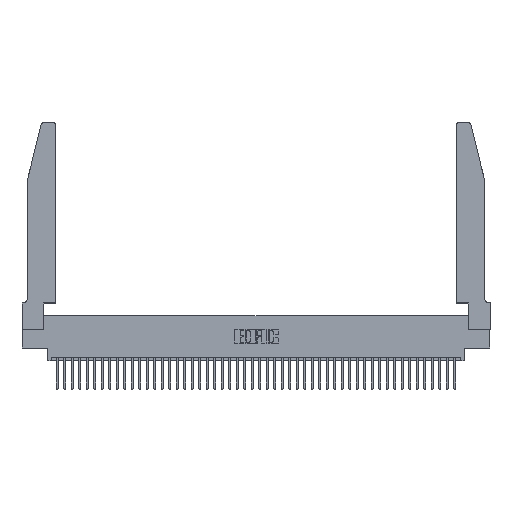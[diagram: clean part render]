
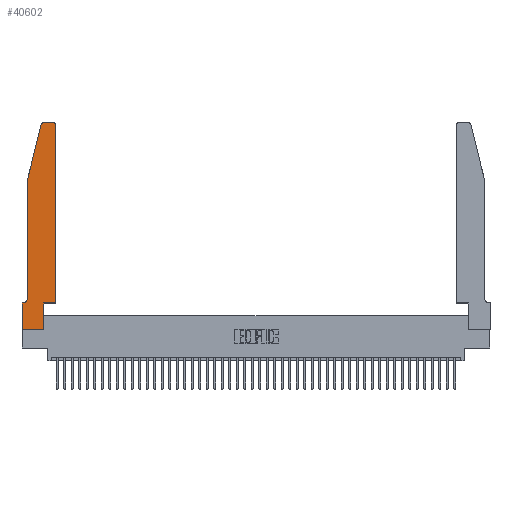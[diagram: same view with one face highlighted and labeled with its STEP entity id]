
A CAD part, top view. The second image highlights one B-rep face of the part: STEP entity #40602.
In plain terms, the highlighted planar face has unit normal (0, 0, 1).
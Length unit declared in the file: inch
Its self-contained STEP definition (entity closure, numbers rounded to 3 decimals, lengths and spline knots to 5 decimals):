
#187 = AXIS2_PLACEMENT_3D ( 'NONE', #41601, #45151, #45633 ) ;
#1095 = ORIENTED_EDGE ( 'NONE', *, *, #31308, .T. ) ;
#3036 = DIRECTION ( 'NONE',  ( -1., 0., 0. ) ) ;
#3153 = CIRCLE ( 'NONE', #12376, 0.03 ) ;
#3273 = CARTESIAN_POINT ( 'NONE',  ( 0.4205, 2.72, 0.37 ) ) ;
#3613 = CARTESIAN_POINT ( 'NONE',  ( 0.2865, 0.35, 0.37 ) ) ;
#3689 = LINE ( 'NONE', #27413, #20246 ) ;
#6235 = VERTEX_POINT ( 'NONE', #34270 ) ;
#6748 = DIRECTION ( 'NONE',  ( 0., 1., 0. ) ) ;
#6776 = PLANE ( 'NONE',  #187 ) ;
#6777 = EDGE_CURVE ( 'NONE', #6235, #34481, #19243, .T. ) ;
#8931 = ORIENTED_EDGE ( 'NONE', *, *, #15969, .T. ) ;
#9230 = CARTESIAN_POINT ( 'NONE',  ( 0.25487, 2.72718, 0.37 ) ) ;
#9703 = DIRECTION ( 'NONE',  ( -1., 0., 0. ) ) ;
#9976 = VECTOR ( 'NONE', #20797, 39.37008 ) ;
#10171 = ORIENTED_EDGE ( 'NONE', *, *, #29514, .T. ) ;
#10205 = CARTESIAN_POINT ( 'NONE',  ( 0.0755, 2., 0.37 ) ) ;
#10406 = DIRECTION ( 'NONE',  ( 0., 0., 1. ) ) ;
#11586 = VERTEX_POINT ( 'NONE', #26439 ) ;
#11654 = ORIENTED_EDGE ( 'NONE', *, *, #6777, .T. ) ;
#11949 = CIRCLE ( 'NONE', #28954, 0.03 ) ;
#12376 = AXIS2_PLACEMENT_3D ( 'NONE', #20725, #35208, #14111 ) ;
#12866 = CARTESIAN_POINT ( 'NONE',  ( 0.0755, 0.35, 0.37 ) ) ;
#13091 = EDGE_CURVE ( 'NONE', #14258, #11586, #38768, .T. ) ;
#13404 = DIRECTION ( 'NONE',  ( 0., 0., -1. ) ) ;
#13657 = VECTOR ( 'NONE', #6748, 39.37008 ) ;
#13708 = CARTESIAN_POINT ( 'NONE',  ( 0.0055, 0.42, 0.37 ) ) ;
#13969 = EDGE_CURVE ( 'NONE', #25835, #6235, #25967, .T. ) ;
#14004 = ORIENTED_EDGE ( 'NONE', *, *, #42067, .T. ) ;
#14111 = DIRECTION ( 'NONE',  ( 1., 0., 0. ) ) ;
#14258 = VERTEX_POINT ( 'NONE', #33097 ) ;
#14270 = ORIENTED_EDGE ( 'NONE', *, *, #30210, .T. ) ;
#14619 = CARTESIAN_POINT ( 'NONE',  ( 0.0055, 0.35, 0.37 ) ) ;
#14736 = VERTEX_POINT ( 'NONE', #35371 ) ;
#15572 = CARTESIAN_POINT ( 'NONE',  ( 0.4505, 2.72, 0.37 ) ) ;
#15969 = EDGE_CURVE ( 'NONE', #21324, #43512, #28543, .T. ) ;
#16356 = VERTEX_POINT ( 'NONE', #9230 ) ;
#16468 = CARTESIAN_POINT ( 'NONE',  ( 0.2605, 2.75, 0.37 ) ) ;
#17361 = VECTOR ( 'NONE', #41657, 39.37008 ) ;
#18098 = ORIENTED_EDGE ( 'NONE', *, *, #13969, .T. ) ;
#19243 = LINE ( 'NONE', #44246, #44049 ) ;
#19760 = VECTOR ( 'NONE', #37660, 39.37008 ) ;
#20246 = VECTOR ( 'NONE', #30960, 39.37008 ) ;
#20322 = CIRCLE ( 'NONE', #24142, 0.07 ) ;
#20725 = CARTESIAN_POINT ( 'NONE',  ( 0.284, 2.72, 0.37 ) ) ;
#20789 = CARTESIAN_POINT ( 'NONE',  ( 0.4505, 0.35, 0.37 ) ) ;
#20797 = DIRECTION ( 'NONE',  ( 1., 0., 0. ) ) ;
#21324 = VERTEX_POINT ( 'NONE', #20789 ) ;
#22150 = FACE_OUTER_BOUND ( 'NONE', #36958, .T. ) ;
#23194 = ORIENTED_EDGE ( 'NONE', *, *, #13091, .T. ) ;
#24142 = AXIS2_PLACEMENT_3D ( 'NONE', #13708, #13404, #3036 ) ;
#24279 = CARTESIAN_POINT ( 'NONE',  ( 0.4505, 0.35, 0.37 ) ) ;
#25835 = VERTEX_POINT ( 'NONE', #37508 ) ;
#25967 = LINE ( 'NONE', #41892, #9976 ) ;
#26055 = VECTOR ( 'NONE', #9703, 39.37008 ) ;
#26197 = VECTOR ( 'NONE', #38044, 39.37008 ) ;
#26212 = EDGE_CURVE ( 'NONE', #34481, #21324, #27308, .T. ) ;
#26439 = CARTESIAN_POINT ( 'NONE',  ( 0.284, 2.75, 0.37 ) ) ;
#26489 = VERTEX_POINT ( 'NONE', #14619 ) ;
#27308 = LINE ( 'NONE', #24279, #26197 ) ;
#27413 = CARTESIAN_POINT ( 'NONE',  ( 0.0755, 2., 0.37 ) ) ;
#28543 = LINE ( 'NONE', #34801, #13657 ) ;
#28954 = AXIS2_PLACEMENT_3D ( 'NONE', #3273, #10406, #35047 ) ;
#29360 = ORIENTED_EDGE ( 'NONE', *, *, #34860, .T. ) ;
#29514 = EDGE_CURVE ( 'NONE', #14736, #26489, #20322, .T. ) ;
#30210 = EDGE_CURVE ( 'NONE', #11586, #16356, #3153, .T. ) ;
#30217 = DIRECTION ( 'NONE',  ( 0., 1., 0. ) ) ;
#30300 = LINE ( 'NONE', #38058, #35857 ) ;
#30452 = EDGE_CURVE ( 'NONE', #26489, #36307, #38534, .T. ) ;
#30869 = ORIENTED_EDGE ( 'NONE', *, *, #26212, .T. ) ;
#30960 = DIRECTION ( 'NONE',  ( 0., -1., 0. ) ) ;
#31308 = EDGE_CURVE ( 'NONE', #37785, #14736, #3689, .T. ) ;
#31495 = CARTESIAN_POINT ( 'NONE',  ( 0., 0., 0.37 ) ) ;
#32246 = ORIENTED_EDGE ( 'NONE', *, *, #30452, .T. ) ;
#33097 = CARTESIAN_POINT ( 'NONE',  ( 0.4205, 2.75, 0.37 ) ) ;
#34270 = CARTESIAN_POINT ( 'NONE',  ( 0.2865, 0., 0.37 ) ) ;
#34481 = VERTEX_POINT ( 'NONE', #3613 ) ;
#34801 = CARTESIAN_POINT ( 'NONE',  ( 0.4505, 0.35, 0.37 ) ) ;
#34860 = EDGE_CURVE ( 'NONE', #36307, #25835, #36131, .T. ) ;
#35047 = DIRECTION ( 'NONE',  ( 1., 0., 0. ) ) ;
#35208 = DIRECTION ( 'NONE',  ( 0., 0., 1. ) ) ;
#35371 = CARTESIAN_POINT ( 'NONE',  ( 0.0755, 0.42, 0.37 ) ) ;
#35857 = VECTOR ( 'NONE', #41572, 39.37008 ) ;
#36131 = LINE ( 'NONE', #31495, #17361 ) ;
#36307 = VERTEX_POINT ( 'NONE', #45435 ) ;
#36958 = EDGE_LOOP ( 'NONE', ( #23194, #14270, #14004, #1095, #10171, #32246, #29360, #18098, #11654, #30869, #8931, #39931 ) ) ;
#37508 = CARTESIAN_POINT ( 'NONE',  ( 0., 0., 0.37 ) ) ;
#37660 = DIRECTION ( 'NONE',  ( -1., 0., 0. ) ) ;
#37785 = VERTEX_POINT ( 'NONE', #10205 ) ;
#38044 = DIRECTION ( 'NONE',  ( 1., 0., 0. ) ) ;
#38058 = CARTESIAN_POINT ( 'NONE',  ( 0.0755, 2., 0.37 ) ) ;
#38534 = LINE ( 'NONE', #12866, #19760 ) ;
#38768 = LINE ( 'NONE', #16468, #26055 ) ;
#39931 = ORIENTED_EDGE ( 'NONE', *, *, #44716, .T. ) ;
#40602 = ADVANCED_FACE ( 'NONE', ( #22150 ), #6776, .T. ) ;
#41572 = DIRECTION ( 'NONE',  ( -0.239, -0.971, 0. ) ) ;
#41601 = CARTESIAN_POINT ( 'NONE',  ( 0., 0.35, 0.37 ) ) ;
#41657 = DIRECTION ( 'NONE',  ( 0., -1., 0. ) ) ;
#41892 = CARTESIAN_POINT ( 'NONE',  ( 0., 0., 0.37 ) ) ;
#42067 = EDGE_CURVE ( 'NONE', #16356, #37785, #30300, .T. ) ;
#43512 = VERTEX_POINT ( 'NONE', #15572 ) ;
#44049 = VECTOR ( 'NONE', #30217, 39.37008 ) ;
#44246 = CARTESIAN_POINT ( 'NONE',  ( 0.2865, 0.35, 0.37 ) ) ;
#44716 = EDGE_CURVE ( 'NONE', #43512, #14258, #11949, .T. ) ;
#45151 = DIRECTION ( 'NONE',  ( 0., 0., 1. ) ) ;
#45435 = CARTESIAN_POINT ( 'NONE',  ( 0., 0.35, 0.37 ) ) ;
#45633 = DIRECTION ( 'NONE',  ( 1., 0., 0. ) ) ;
